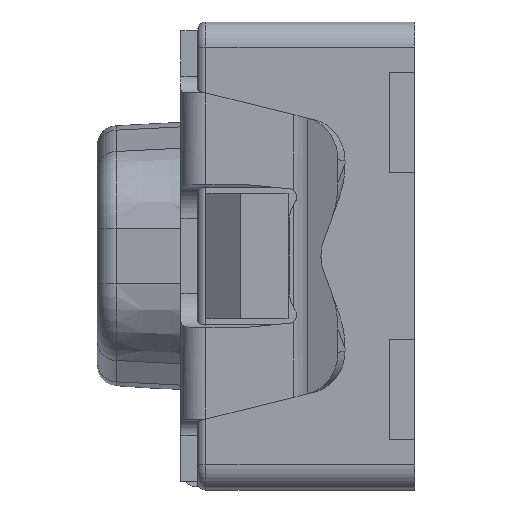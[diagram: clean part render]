
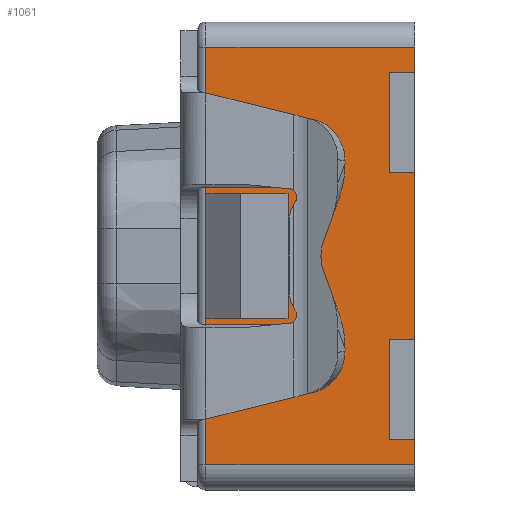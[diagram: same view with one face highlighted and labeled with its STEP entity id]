
A CAD part, left-side view. The second image highlights one B-rep face of the part: STEP entity #1061.
In plain terms, the highlighted planar face has unit normal (-1, 0, 0).
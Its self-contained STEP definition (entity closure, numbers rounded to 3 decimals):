
#28 = EDGE_CURVE ( 'NONE', #2143, #5877, #5353, .T. ) ;
#154 = ORIENTED_EDGE ( 'NONE', *, *, #1068, .T. ) ;
#184 = VECTOR ( 'NONE', #7351, 1000. ) ;
#189 = LINE ( 'NONE', #1379, #6103 ) ;
#197 = EDGE_CURVE ( 'NONE', #7539, #710, #1120, .T. ) ;
#198 = CARTESIAN_POINT ( 'NONE',  ( -1.9, -1.4, -1.25 ) ) ;
#226 = VECTOR ( 'NONE', #6650, 1000. ) ;
#710 = VERTEX_POINT ( 'NONE', #2687 ) ;
#752 = EDGE_CURVE ( 'NONE', #864, #710, #930, .T. ) ;
#864 = VERTEX_POINT ( 'NONE', #3964 ) ;
#930 = LINE ( 'NONE', #6831, #5885 ) ;
#960 = AXIS2_PLACEMENT_3D ( 'NONE', #3027, #4839, #1186 ) ;
#1015 = CARTESIAN_POINT ( 'NONE',  ( -1.9, -1.4, -1.25 ) ) ;
#1061 = ADVANCED_FACE ( 'NONE', ( #3542 ), #6648, .F. ) ;
#1068 = EDGE_CURVE ( 'NONE', #3577, #864, #5148, .T. ) ;
#1120 = LINE ( 'NONE', #5695, #1988 ) ;
#1186 = DIRECTION ( 'NONE',  ( 0., 0., -1. ) ) ;
#1217 = VECTOR ( 'NONE', #7756, 1000. ) ;
#1372 = CARTESIAN_POINT ( 'NONE',  ( -1.9, -1.4, 1.1 ) ) ;
#1379 = CARTESIAN_POINT ( 'NONE',  ( -1.9, -1.25, -1.25 ) ) ;
#1438 = LINE ( 'NONE', #3922, #4020 ) ;
#1645 = VECTOR ( 'NONE', #7911, 1000. ) ;
#1693 = VECTOR ( 'NONE', #4042, 1000. ) ;
#1805 = DIRECTION ( 'NONE',  ( 0., 0., 1. ) ) ;
#1819 = CARTESIAN_POINT ( 'NONE',  ( -1.9, -0.15, -1.25 ) ) ;
#1988 = VECTOR ( 'NONE', #5092, 1000. ) ;
#2142 = EDGE_CURVE ( 'NONE', #2633, #7467, #189, .T. ) ;
#2143 = VERTEX_POINT ( 'NONE', #4423 ) ;
#2407 = VERTEX_POINT ( 'NONE', #1372 ) ;
#2477 = CARTESIAN_POINT ( 'NONE',  ( -1.9, -1.25, -0.5 ) ) ;
#2633 = VERTEX_POINT ( 'NONE', #5806 ) ;
#2670 = EDGE_CURVE ( 'NONE', #7539, #2143, #5705, .T. ) ;
#2680 = DIRECTION ( 'NONE',  ( 0., -1., 0. ) ) ;
#2687 = CARTESIAN_POINT ( 'NONE',  ( -1.9, -1.25, -1.1 ) ) ;
#2964 = LINE ( 'NONE', #5237, #1217 ) ;
#3005 = CARTESIAN_POINT ( 'NONE',  ( -1.9, -7.52, -1.25 ) ) ;
#3027 = CARTESIAN_POINT ( 'NONE',  ( -1.9, -7.52, -1.25 ) ) ;
#3074 = ORIENTED_EDGE ( 'NONE', *, *, #197, .F. ) ;
#3110 = CARTESIAN_POINT ( 'NONE',  ( -1.9, -1.4, 0.5 ) ) ;
#3391 = EDGE_CURVE ( 'NONE', #7467, #2407, #5034, .T. ) ;
#3542 = FACE_OUTER_BOUND ( 'NONE', #4294, .T. ) ;
#3577 = VERTEX_POINT ( 'NONE', #1015 ) ;
#3716 = CARTESIAN_POINT ( 'NONE',  ( -1.9, -1.25, 1.1 ) ) ;
#3763 = ORIENTED_EDGE ( 'NONE', *, *, #6271, .T. ) ;
#3801 = CARTESIAN_POINT ( 'NONE',  ( -1.9, -1.4, 1.25 ) ) ;
#3907 = VECTOR ( 'NONE', #2680, 1000. ) ;
#3922 = CARTESIAN_POINT ( 'NONE',  ( -1.9, -7.52, 0.5 ) ) ;
#3964 = CARTESIAN_POINT ( 'NONE',  ( -1.9, -1.4, -1.1 ) ) ;
#4020 = VECTOR ( 'NONE', #7619, 1000. ) ;
#4036 = ORIENTED_EDGE ( 'NONE', *, *, #2142, .T. ) ;
#4042 = DIRECTION ( 'NONE',  ( 0., -1., 0. ) ) ;
#4150 = EDGE_CURVE ( 'NONE', #2407, #6855, #7609, .T. ) ;
#4294 = EDGE_LOOP ( 'NONE', ( #154, #7604, #3074, #5347, #7135, #7202, #4036, #4430, #4799, #5091, #3763, #6795 ) ) ;
#4337 = CARTESIAN_POINT ( 'NONE',  ( -1.9, -1.4, -1.25 ) ) ;
#4423 = CARTESIAN_POINT ( 'NONE',  ( -1.9, -1.4, -0.5 ) ) ;
#4430 = ORIENTED_EDGE ( 'NONE', *, *, #3391, .T. ) ;
#4511 = CARTESIAN_POINT ( 'NONE',  ( -1.9, -7.52, -0.5 ) ) ;
#4529 = DIRECTION ( 'NONE',  ( 0., 0., 1. ) ) ;
#4612 = EDGE_CURVE ( 'NONE', #6855, #6417, #2964, .T. ) ;
#4799 = ORIENTED_EDGE ( 'NONE', *, *, #4150, .T. ) ;
#4839 = DIRECTION ( 'NONE',  ( 1., 0., 0. ) ) ;
#5034 = LINE ( 'NONE', #7021, #1693 ) ;
#5091 = ORIENTED_EDGE ( 'NONE', *, *, #4612, .T. ) ;
#5092 = DIRECTION ( 'NONE',  ( 0., 0., -1. ) ) ;
#5148 = LINE ( 'NONE', #4337, #7553 ) ;
#5161 = LINE ( 'NONE', #6605, #184 ) ;
#5237 = CARTESIAN_POINT ( 'NONE',  ( -1.9, -7.52, 1.25 ) ) ;
#5347 = ORIENTED_EDGE ( 'NONE', *, *, #2670, .T. ) ;
#5353 = LINE ( 'NONE', #7880, #1645 ) ;
#5462 = EDGE_CURVE ( 'NONE', #5877, #2633, #1438, .T. ) ;
#5648 = CARTESIAN_POINT ( 'NONE',  ( -1.9, -0.15, 1.25 ) ) ;
#5695 = CARTESIAN_POINT ( 'NONE',  ( -1.9, -1.25, -1.25 ) ) ;
#5705 = LINE ( 'NONE', #4511, #3907 ) ;
#5806 = CARTESIAN_POINT ( 'NONE',  ( -1.9, -1.25, 0.5 ) ) ;
#5877 = VERTEX_POINT ( 'NONE', #3110 ) ;
#5885 = VECTOR ( 'NONE', #6312, 1000. ) ;
#5948 = VECTOR ( 'NONE', #6923, 1000. ) ;
#6103 = VECTOR ( 'NONE', #4529, 1000. ) ;
#6271 = EDGE_CURVE ( 'NONE', #6417, #7106, #5161, .T. ) ;
#6312 = DIRECTION ( 'NONE',  ( 0., 1., 0. ) ) ;
#6417 = VERTEX_POINT ( 'NONE', #5648 ) ;
#6605 = CARTESIAN_POINT ( 'NONE',  ( -1.9, -0.15, -1.25 ) ) ;
#6648 = PLANE ( 'NONE',  #960 ) ;
#6650 = DIRECTION ( 'NONE',  ( 0., 1., 0. ) ) ;
#6795 = ORIENTED_EDGE ( 'NONE', *, *, #7429, .F. ) ;
#6831 = CARTESIAN_POINT ( 'NONE',  ( -1.9, -7.52, -1.1 ) ) ;
#6855 = VERTEX_POINT ( 'NONE', #3801 ) ;
#6923 = DIRECTION ( 'NONE',  ( 0., 0., 1. ) ) ;
#7021 = CARTESIAN_POINT ( 'NONE',  ( -1.9, -7.52, 1.1 ) ) ;
#7106 = VERTEX_POINT ( 'NONE', #1819 ) ;
#7135 = ORIENTED_EDGE ( 'NONE', *, *, #28, .T. ) ;
#7202 = ORIENTED_EDGE ( 'NONE', *, *, #5462, .T. ) ;
#7351 = DIRECTION ( 'NONE',  ( 0., 0., -1. ) ) ;
#7429 = EDGE_CURVE ( 'NONE', #3577, #7106, #7835, .T. ) ;
#7467 = VERTEX_POINT ( 'NONE', #3716 ) ;
#7539 = VERTEX_POINT ( 'NONE', #2477 ) ;
#7553 = VECTOR ( 'NONE', #1805, 1000. ) ;
#7604 = ORIENTED_EDGE ( 'NONE', *, *, #752, .T. ) ;
#7609 = LINE ( 'NONE', #198, #5948 ) ;
#7619 = DIRECTION ( 'NONE',  ( 0., 1., 0. ) ) ;
#7756 = DIRECTION ( 'NONE',  ( 0., 1., 0. ) ) ;
#7835 = LINE ( 'NONE', #3005, #226 ) ;
#7880 = CARTESIAN_POINT ( 'NONE',  ( -1.9, -1.4, -1.25 ) ) ;
#7911 = DIRECTION ( 'NONE',  ( 0., 0., 1. ) ) ;
